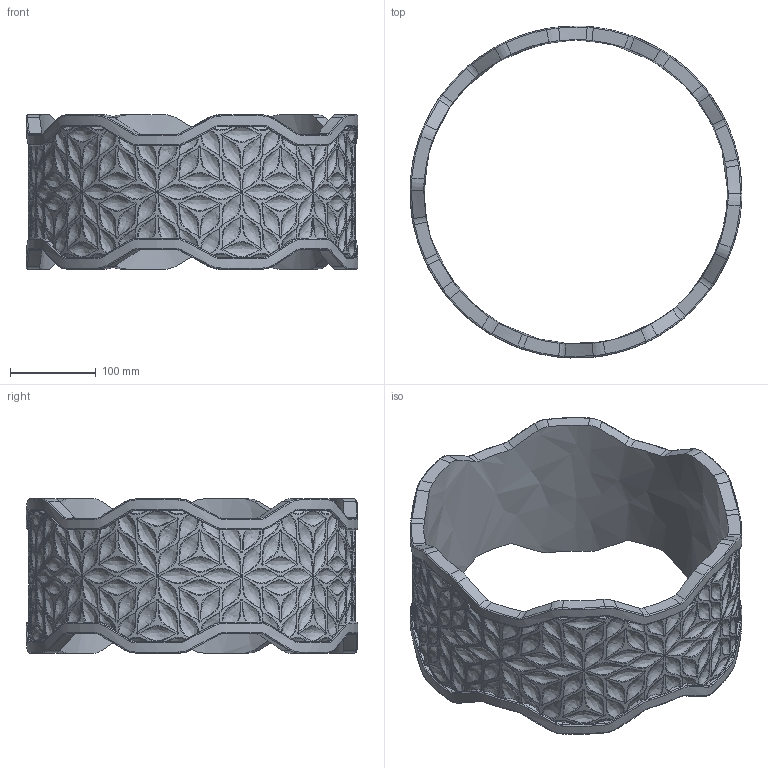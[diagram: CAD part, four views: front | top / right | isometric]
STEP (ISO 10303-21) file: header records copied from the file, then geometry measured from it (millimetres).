
FILE_DESCRIPTION(('FreeCAD Model'),'2;1');
FILE_NAME('Open CASCADE Shape Model','2025-04-27T18:18:36',('FreeCAD'),( 'FreeCAD'),'Open CASCADE STEP processor 7.6','FreeCAD','Unknown');
FILE_SCHEMA(('AUTOMOTIVE_DESIGN { 1 0 10303 214 1 1 1 1 }'));
Products named in the file (1): Open CASCADE STEP translator 7.6 1
Bounding box: 387.41 x 387.34 x 180.17 mm (x, y, z)
Volume: 2181435.1 mm3; surface area: 430011.3 mm2
Topology: 1 solids, 1 shells, 3087 faces, 8457 edges, 3618 vertices
Faces by surface type: bspline 3087
Entity records: 169023 total; most frequent: CARTESIAN_POINT 126511, ORIENTED_EDGE 13458, EDGE_CURVE 6729, B_SPLINE_CURVE_WITH_KNOTS 6417, VERTEX_POINT 3618, FACE_BOUND 3123, EDGE_LOOP 3123, ADVANCED_FACE 3087
